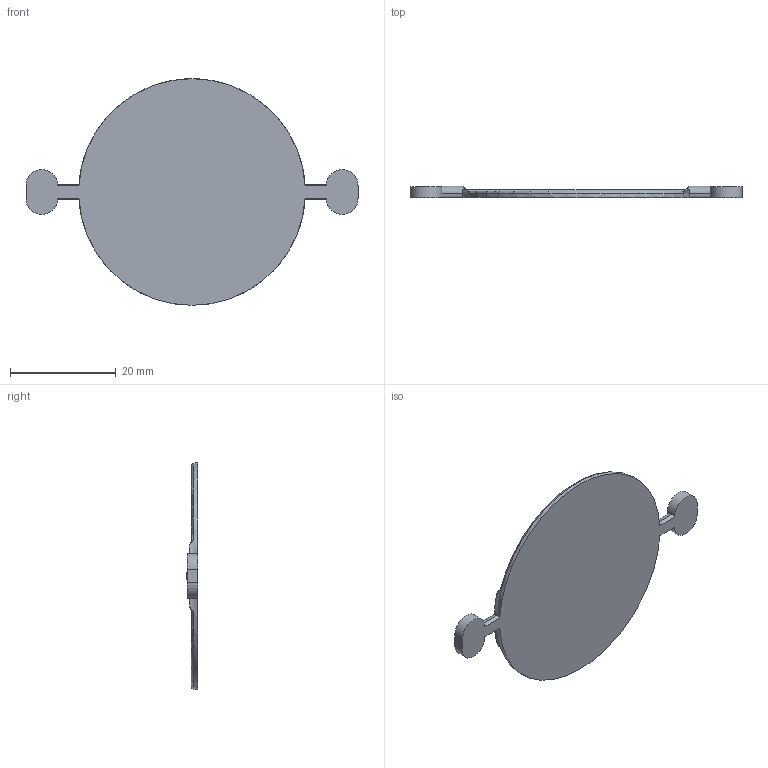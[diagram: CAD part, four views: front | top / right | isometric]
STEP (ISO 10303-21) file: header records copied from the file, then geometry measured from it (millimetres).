
FILE_DESCRIPTION (( 'STEP AP203' ), '1' );
FILE_NAME ('瑞耋概.S', '2026-01-10T03:33:28', ( '' ), ( '' ), 'SwSTEP 2.0', 'SolidWorks 2025', '' );
FILE_SCHEMA (( 'CONFIG_CONTROL_DESIGN' ));
Length unit declared in the file: millimetre
Products named in the file (1): 风道阀
Bounding box: 62.7 x 2.15 x 42.8 mm (x, y, z)
Volume: 2088.3 mm3; surface area: 3356.1 mm2
Topology: 1 solids, 1 shells, 47 faces, 129 edges, 86 vertices
Faces by surface type: plane 24, cylinder 17, torus 6
Entity records: 1710 total; most frequent: CARTESIAN_POINT 453, ORIENTED_EDGE 258, DIRECTION 233, EDGE_CURVE 129, VERTEX_POINT 86, AXIS2_PLACEMENT_3D 84, LINE 65, VECTOR 65
